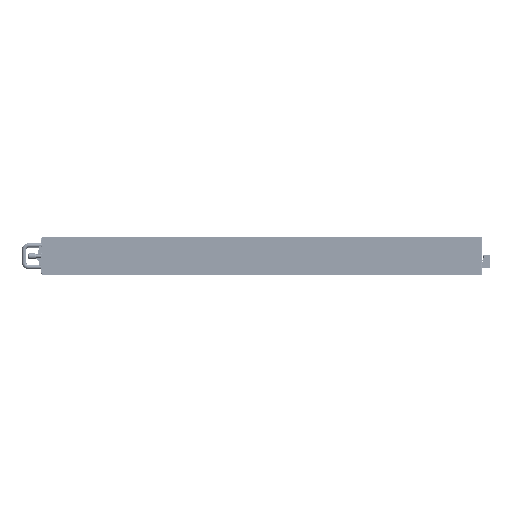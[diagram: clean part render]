
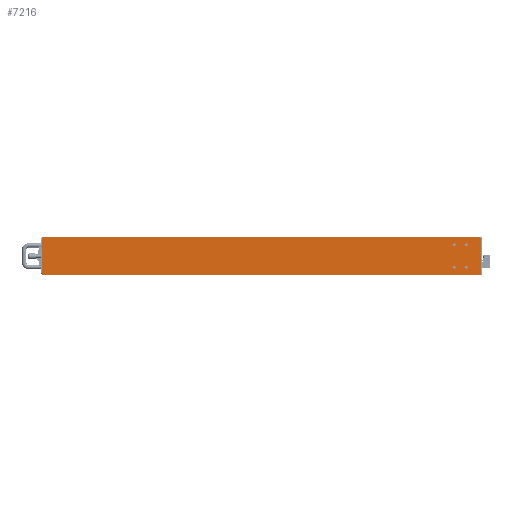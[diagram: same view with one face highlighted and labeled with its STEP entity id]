
A CAD part, left-side view. The second image highlights one B-rep face of the part: STEP entity #7216.
In plain terms, the highlighted planar face has unit normal (-1, 0, 0).
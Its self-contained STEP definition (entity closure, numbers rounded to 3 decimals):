
#14=DIRECTION('',(0.,-1.,0.));
#15=VECTOR('',#14,507.6);
#16=CARTESIAN_POINT('',(-220.,254.4,0.));
#17=LINE('',#16,#15);
#110=DIRECTION('',(0.,1.,0.));
#111=VECTOR('',#110,506.4);
#112=CARTESIAN_POINT('',(-220.,-252.,44.));
#113=LINE('',#112,#111);
#379=CARTESIAN_POINT('',(-220.,-235.9,9.));
#380=DIRECTION('',(-1.,0.,0.));
#381=DIRECTION('',(0.,1.,0.));
#382=AXIS2_PLACEMENT_3D('',#379,#380,#381);
#384=CARTESIAN_POINT('',(-220.,-235.9,9.));
#385=DIRECTION('',(-1.,0.,0.));
#386=DIRECTION('',(0.,-1.,0.));
#387=AXIS2_PLACEMENT_3D('',#384,#385,#386);
#389=CARTESIAN_POINT('',(-220.,-235.9,35.));
#390=DIRECTION('',(-1.,0.,0.));
#391=DIRECTION('',(0.,1.,0.));
#392=AXIS2_PLACEMENT_3D('',#389,#390,#391);
#394=CARTESIAN_POINT('',(-220.,-235.9,35.));
#395=DIRECTION('',(-1.,0.,0.));
#396=DIRECTION('',(0.,-1.,0.));
#397=AXIS2_PLACEMENT_3D('',#394,#395,#396);
#399=CARTESIAN_POINT('',(-220.,-221.9,35.));
#400=DIRECTION('',(-1.,0.,0.));
#401=DIRECTION('',(0.,1.,0.));
#402=AXIS2_PLACEMENT_3D('',#399,#400,#401);
#404=CARTESIAN_POINT('',(-220.,-221.9,35.));
#405=DIRECTION('',(-1.,0.,0.));
#406=DIRECTION('',(0.,-1.,0.));
#407=AXIS2_PLACEMENT_3D('',#404,#405,#406);
#409=CARTESIAN_POINT('',(-220.,-221.9,9.));
#410=DIRECTION('',(-1.,0.,0.));
#411=DIRECTION('',(0.,-1.,0.));
#412=AXIS2_PLACEMENT_3D('',#409,#410,#411);
#414=CARTESIAN_POINT('',(-220.,-221.9,9.));
#415=DIRECTION('',(-1.,0.,0.));
#416=DIRECTION('',(0.,1.,0.));
#417=AXIS2_PLACEMENT_3D('',#414,#415,#416);
#427=DIRECTION('',(0.,0.,-1.));
#428=VECTOR('',#427,44.);
#429=CARTESIAN_POINT('',(-220.,254.4,44.));
#430=LINE('',#429,#428);
#435=DIRECTION('',(0.,0.,1.));
#436=VECTOR('',#435,1.2);
#437=CARTESIAN_POINT('',(-220.,-252.,42.8));
#438=LINE('',#437,#436);
#449=DIRECTION('',(0.,1.,0.));
#450=VECTOR('',#449,1.2);
#451=CARTESIAN_POINT('',(-220.,-253.2,42.8));
#452=LINE('',#451,#450);
#466=DIRECTION('',(0.,0.,1.));
#467=VECTOR('',#466,42.8);
#468=CARTESIAN_POINT('',(-220.,-253.2,0.));
#469=LINE('',#468,#467);
#5271=CARTESIAN_POINT('',(-220.,254.4,0.));
#5272=VERTEX_POINT('',#5271);
#5273=CARTESIAN_POINT('',(-220.,-253.2,0.));
#5274=VERTEX_POINT('',#5273);
#5311=CARTESIAN_POINT('',(-220.,-252.,44.));
#5312=CARTESIAN_POINT('',(-220.,254.4,44.));
#5313=VERTEX_POINT('',#5311);
#5314=VERTEX_POINT('',#5312);
#5438=CARTESIAN_POINT('',(-220.,-252.,42.8));
#5439=VERTEX_POINT('',#5438);
#5440=CARTESIAN_POINT('',(-220.,-253.2,42.8));
#5441=VERTEX_POINT('',#5440);
#5442=CARTESIAN_POINT('',(-220.,-234.4,9.));
#5443=CARTESIAN_POINT('',(-220.,-237.4,9.));
#5444=VERTEX_POINT('',#5442);
#5445=VERTEX_POINT('',#5443);
#5446=CARTESIAN_POINT('',(-220.,-234.4,35.));
#5447=CARTESIAN_POINT('',(-220.,-237.4,35.));
#5448=VERTEX_POINT('',#5446);
#5449=VERTEX_POINT('',#5447);
#5450=CARTESIAN_POINT('',(-220.,-220.4,35.));
#5451=CARTESIAN_POINT('',(-220.,-223.4,35.));
#5452=VERTEX_POINT('',#5450);
#5453=VERTEX_POINT('',#5451);
#5454=CARTESIAN_POINT('',(-220.,-223.4,9.));
#5455=CARTESIAN_POINT('',(-220.,-220.4,9.));
#5456=VERTEX_POINT('',#5454);
#5457=VERTEX_POINT('',#5455);
#7175=CARTESIAN_POINT('',(-220.,-253.2,1.2));
#7176=DIRECTION('',(1.,0.,0.));
#7177=DIRECTION('',(0.,1.,0.));
#7178=AXIS2_PLACEMENT_3D('',#7175,#7176,#7177);
#7179=PLANE('',#7178);
#7181=ORIENTED_EDGE('',*,*,#7180,.F.);
#7182=ORIENTED_EDGE('',*,*,#7024,.F.);
#7184=ORIENTED_EDGE('',*,*,#7183,.F.);
#7186=ORIENTED_EDGE('',*,*,#7185,.F.);
#7188=ORIENTED_EDGE('',*,*,#7187,.F.);
#7189=ORIENTED_EDGE('',*,*,#6909,.F.);
#7190=EDGE_LOOP('',(#7181,#7182,#7184,#7186,#7188,#7189));
#7191=FACE_OUTER_BOUND('',#7190,.F.);
#7193=ORIENTED_EDGE('',*,*,#7192,.T.);
#7195=ORIENTED_EDGE('',*,*,#7194,.T.);
#7196=EDGE_LOOP('',(#7193,#7195));
#7197=FACE_BOUND('',#7196,.F.);
#7199=ORIENTED_EDGE('',*,*,#7198,.T.);
#7201=ORIENTED_EDGE('',*,*,#7200,.T.);
#7202=EDGE_LOOP('',(#7199,#7201));
#7203=FACE_BOUND('',#7202,.F.);
#7205=ORIENTED_EDGE('',*,*,#7204,.T.);
#7207=ORIENTED_EDGE('',*,*,#7206,.T.);
#7208=EDGE_LOOP('',(#7205,#7207));
#7209=FACE_BOUND('',#7208,.F.);
#7211=ORIENTED_EDGE('',*,*,#7210,.T.);
#7213=ORIENTED_EDGE('',*,*,#7212,.T.);
#7214=EDGE_LOOP('',(#7211,#7213));
#7215=FACE_BOUND('',#7214,.F.);
#7216=ADVANCED_FACE('',(#7191,#7197,#7203,#7209,#7215),#7179,.F.);
#383=CIRCLE('',#382,1.5);
#388=CIRCLE('',#387,1.5);
#393=CIRCLE('',#392,1.5);
#398=CIRCLE('',#397,1.5);
#403=CIRCLE('',#402,1.5);
#408=CIRCLE('',#407,1.5);
#413=CIRCLE('',#412,1.5);
#418=CIRCLE('',#417,1.5);
#6909=EDGE_CURVE('',#5272,#5274,#17,.T.);
#7024=EDGE_CURVE('',#5313,#5314,#113,.T.);
#7180=EDGE_CURVE('',#5314,#5272,#430,.T.);
#7183=EDGE_CURVE('',#5439,#5313,#438,.T.);
#7185=EDGE_CURVE('',#5441,#5439,#452,.T.);
#7187=EDGE_CURVE('',#5274,#5441,#469,.T.);
#7192=EDGE_CURVE('',#5444,#5445,#383,.T.);
#7194=EDGE_CURVE('',#5445,#5444,#388,.T.);
#7198=EDGE_CURVE('',#5448,#5449,#393,.T.);
#7200=EDGE_CURVE('',#5449,#5448,#398,.T.);
#7204=EDGE_CURVE('',#5452,#5453,#403,.T.);
#7206=EDGE_CURVE('',#5453,#5452,#408,.T.);
#7210=EDGE_CURVE('',#5456,#5457,#413,.T.);
#7212=EDGE_CURVE('',#5457,#5456,#418,.T.);
